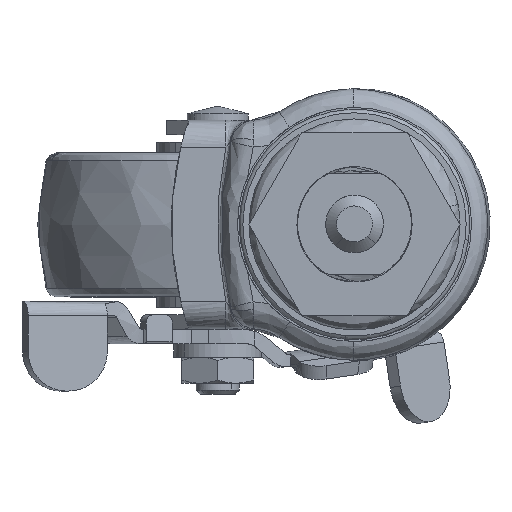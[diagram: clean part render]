
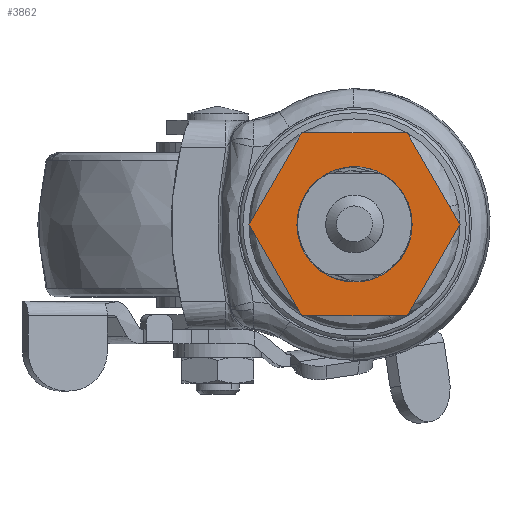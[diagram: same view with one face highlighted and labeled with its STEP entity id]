
A CAD part, top view. The second image highlights one B-rep face of the part: STEP entity #3862.
In plain terms, the highlighted free-form (B-spline) face has degree [1, 1] with [2, 2] control points.
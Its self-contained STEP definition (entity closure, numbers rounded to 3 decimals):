
#2988=CARTESIAN_POINT('',(-0.163,6.498,0.));
#2989=VERTEX_POINT('',#2988);
#2990=CARTESIAN_POINT('',(6.5,0.0,0.0));
#2991=VERTEX_POINT('',#2990);
#2992=CARTESIAN_POINT('',(-0.163,6.498,0.));
#2993=CARTESIAN_POINT('',(0.431,6.513,0.));
#2994=CARTESIAN_POINT('',(1.352,6.409,0.));
#2995=CARTESIAN_POINT('',(2.662,5.969,0.));
#2996=CARTESIAN_POINT('',(3.827,5.326,0.));
#2997=CARTESIAN_POINT('',(4.978,4.285,0.));
#2998=CARTESIAN_POINT('',(5.791,3.06,0.));
#2999=CARTESIAN_POINT('',(6.356,1.621,0.));
#3000=CARTESIAN_POINT('',(6.5,0.621,0.));
#3001=CARTESIAN_POINT('',(6.5,0.0,0.0));
#3002=B_SPLINE_CURVE_WITH_KNOTS('',3,(#2992,#2993,#2994,#2995,#2996,#2997,#2998,#2999,#3000,#3001),.UNSPECIFIED.,.F.,.U.,(4,1,1,1,1,1,1,4),(0.,1.783,2.755,4.133,5.754,7.375,8.51,10.374),.UNSPECIFIED.);
#3003=EDGE_CURVE('',#2989,#2991,#3002,.T.);
#3021=CARTESIAN_POINT('',(-6.498,-0.163,0.));
#3022=VERTEX_POINT('',#3021);
#3033=CARTESIAN_POINT('',(0.082,-6.499,0.0));
#3034=VERTEX_POINT('',#3033);
#3035=CARTESIAN_POINT('',(0.082,-6.499,0.0));
#3036=CARTESIAN_POINT('',(-0.367,-6.505,0.));
#3037=CARTESIAN_POINT('',(-1.265,-6.423,0.));
#3038=CARTESIAN_POINT('',(-2.583,-6.019,0.));
#3039=CARTESIAN_POINT('',(-3.717,-5.383,0.));
#3040=CARTESIAN_POINT('',(-4.604,-4.627,0.));
#3041=CARTESIAN_POINT('',(-5.342,-3.763,0.));
#3042=CARTESIAN_POINT('',(-5.919,-2.779,0.));
#3043=CARTESIAN_POINT('',(-6.362,-1.532,0.));
#3044=CARTESIAN_POINT('',(-6.485,-0.664,0.));
#3045=CARTESIAN_POINT('',(-6.498,-0.163,0.));
#3046=B_SPLINE_CURVE_WITH_KNOTS('',3,(#3035,#3036,#3037,#3038,#3039,#3040,#3041,#3042,#3043,#3044,#3045),.UNSPECIFIED.,.F.,.U.,(4,1,1,1,1,1,1,1,4),(0.,1.345,2.69,4.115,5.222,6.172,7.517,8.625,10.128),.UNSPECIFIED.);
#3047=EDGE_CURVE('',#3034,#3022,#3046,.T.);
#3049=CARTESIAN_POINT('',(6.5,0.0,0.0));
#3050=CARTESIAN_POINT('',(6.5,-0.448,0.));
#3051=CARTESIAN_POINT('',(6.393,-1.477,0.));
#3052=CARTESIAN_POINT('',(5.868,-2.957,0.));
#3053=CARTESIAN_POINT('',(4.943,-4.32,0.));
#3054=CARTESIAN_POINT('',(3.835,-5.313,0.));
#3055=CARTESIAN_POINT('',(2.587,-6.014,0.));
#3056=CARTESIAN_POINT('',(1.347,-6.404,0.));
#3057=CARTESIAN_POINT('',(0.477,-6.495,0.));
#3058=CARTESIAN_POINT('',(0.082,-6.499,0.0));
#3059=B_SPLINE_CURVE_WITH_KNOTS('',3,(#3049,#3050,#3051,#3052,#3053,#3054,#3055,#3056,#3057,#3058),.UNSPECIFIED.,.F.,.U.,(4,1,1,1,1,1,1,4),(0.,1.345,3.086,4.669,6.251,7.517,8.942,10.129),.UNSPECIFIED.);
#3060=EDGE_CURVE('',#2991,#3034,#3059,.T.);
#3082=CARTESIAN_POINT('',(-6.5,0.0,0.0));
#3083=VERTEX_POINT('',#3082);
#3084=CARTESIAN_POINT('',(-6.5,0.0,0.0));
#3085=CARTESIAN_POINT('',(-6.5,0.733,0.));
#3086=CARTESIAN_POINT('',(-6.326,1.753,0.));
#3087=CARTESIAN_POINT('',(-5.789,3.006,0.));
#3088=CARTESIAN_POINT('',(-5.241,3.901,0.));
#3089=CARTESIAN_POINT('',(-4.544,4.689,0.));
#3090=CARTESIAN_POINT('',(-3.629,5.434,0.));
#3091=CARTESIAN_POINT('',(-2.594,6.01,0.));
#3092=CARTESIAN_POINT('',(-1.365,6.394,0.));
#3093=CARTESIAN_POINT('',(-0.556,6.488,0.));
#3094=CARTESIAN_POINT('',(-0.163,6.498,0.));
#3095=B_SPLINE_CURVE_WITH_KNOTS('',3,(#3084,#3085,#3086,#3087,#3088,#3089,#3090,#3091,#3092,#3093,#3094),.UNSPECIFIED.,.F.,.U.,(4,1,1,1,1,1,1,1,4),(0.,2.198,3.061,4.082,5.337,6.201,7.614,8.87,10.047),.UNSPECIFIED.);
#3096=EDGE_CURVE('',#3083,#2989,#3095,.T.);
#3098=CARTESIAN_POINT('',(-6.498,-0.163,0.));
#3099=CARTESIAN_POINT('',(-6.5,0.0,0.0));
#3100=QUASI_UNIFORM_CURVE('',1,(#3098,#3099),.UNSPECIFIED.,.F.,.U.);
#3101=EDGE_CURVE('',#3022,#3083,#3100,.T.);
#3715=CARTESIAN_POINT('',(14.66,0.0,0.0));
#3716=VERTEX_POINT('',#3715);
#3717=CARTESIAN_POINT('',(7.33,12.696,0.0));
#3718=VERTEX_POINT('',#3717);
#3719=CARTESIAN_POINT('',(14.66,0.0,0.0));
#3720=CARTESIAN_POINT('',(7.33,12.696,0.0));
#3721=QUASI_UNIFORM_CURVE('',1,(#3719,#3720),.UNSPECIFIED.,.F.,.U.);
#3722=EDGE_CURVE('',#3716,#3718,#3721,.T.);
#3743=CARTESIAN_POINT('',(7.33,-12.696,0.0));
#3744=VERTEX_POINT('',#3743);
#3745=CARTESIAN_POINT('',(7.33,-12.696,0.0));
#3746=CARTESIAN_POINT('',(14.66,0.0,0.0));
#3747=QUASI_UNIFORM_CURVE('',1,(#3745,#3746),.UNSPECIFIED.,.F.,.U.);
#3748=EDGE_CURVE('',#3744,#3716,#3747,.T.);
#3765=CARTESIAN_POINT('',(-7.33,-12.696,0.0));
#3766=VERTEX_POINT('',#3765);
#3767=CARTESIAN_POINT('',(-7.33,-12.696,0.0));
#3768=CARTESIAN_POINT('',(7.33,-12.696,0.0));
#3769=QUASI_UNIFORM_CURVE('',1,(#3767,#3768),.UNSPECIFIED.,.F.,.U.);
#3770=EDGE_CURVE('',#3766,#3744,#3769,.T.);
#3787=CARTESIAN_POINT('',(-14.66,0.0,0.0));
#3788=VERTEX_POINT('',#3787);
#3789=CARTESIAN_POINT('',(-14.66,0.0,0.0));
#3790=CARTESIAN_POINT('',(-7.33,-12.696,0.0));
#3791=QUASI_UNIFORM_CURVE('',1,(#3789,#3790),.UNSPECIFIED.,.F.,.U.);
#3792=EDGE_CURVE('',#3788,#3766,#3791,.T.);
#3809=CARTESIAN_POINT('',(-7.33,12.696,0.0));
#3810=VERTEX_POINT('',#3809);
#3811=CARTESIAN_POINT('',(-7.33,12.696,0.0));
#3812=CARTESIAN_POINT('',(-14.66,0.0,0.0));
#3813=QUASI_UNIFORM_CURVE('',1,(#3811,#3812),.UNSPECIFIED.,.F.,.U.);
#3814=EDGE_CURVE('',#3810,#3788,#3813,.T.);
#3831=CARTESIAN_POINT('',(7.33,12.696,0.0));
#3832=CARTESIAN_POINT('',(-7.33,12.696,0.0));
#3833=QUASI_UNIFORM_CURVE('',1,(#3831,#3832),.UNSPECIFIED.,.F.,.U.);
#3834=EDGE_CURVE('',#3718,#3810,#3833,.T.);
#3842=CARTESIAN_POINT('',(-16.125,-13.964,0.0));
#3843=CARTESIAN_POINT('',(16.125,-13.964,0.0));
#3844=CARTESIAN_POINT('',(-16.125,13.964,0.0));
#3845=CARTESIAN_POINT('',(16.125,13.964,0.0));
#3846=B_SPLINE_SURFACE_WITH_KNOTS('',1,1,((#3842,#3844),(#3843,#3845)),.UNSPECIFIED.,.F.,.F.,.U.,(2,2),(2,2),(0.0,32.249),(0.0,27.929),.UNSPECIFIED.);
#3847=ORIENTED_EDGE('',*,*,#3834,.T.);
#3848=ORIENTED_EDGE('',*,*,#3814,.T.);
#3849=ORIENTED_EDGE('',*,*,#3792,.T.);
#3850=ORIENTED_EDGE('',*,*,#3770,.T.);
#3851=ORIENTED_EDGE('',*,*,#3748,.T.);
#3852=ORIENTED_EDGE('',*,*,#3722,.T.);
#3853=EDGE_LOOP('',(#3847,#3848,#3849,#3850,#3851,#3852));
#3854=FACE_OUTER_BOUND('',#3853,.T.);
#3855=ORIENTED_EDGE('',*,*,#3101,.T.);
#3856=ORIENTED_EDGE('',*,*,#3096,.T.);
#3857=ORIENTED_EDGE('',*,*,#3003,.T.);
#3858=ORIENTED_EDGE('',*,*,#3060,.T.);
#3859=ORIENTED_EDGE('',*,*,#3047,.T.);
#3860=EDGE_LOOP('',(#3855,#3856,#3857,#3858,#3859));
#3861=FACE_BOUND('',#3860,.T.);
#3862=ADVANCED_FACE('',(#3854,#3861),#3846,.T.);
